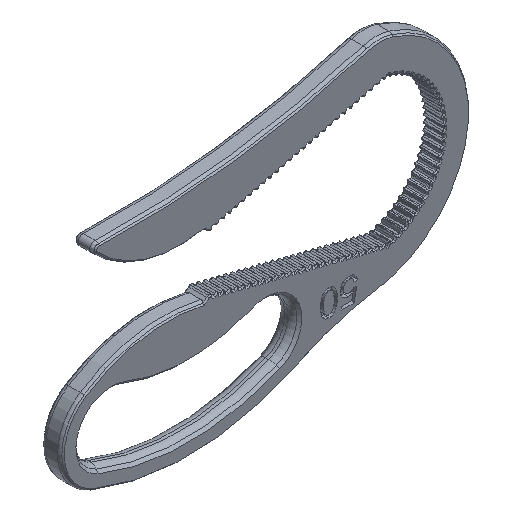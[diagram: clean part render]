
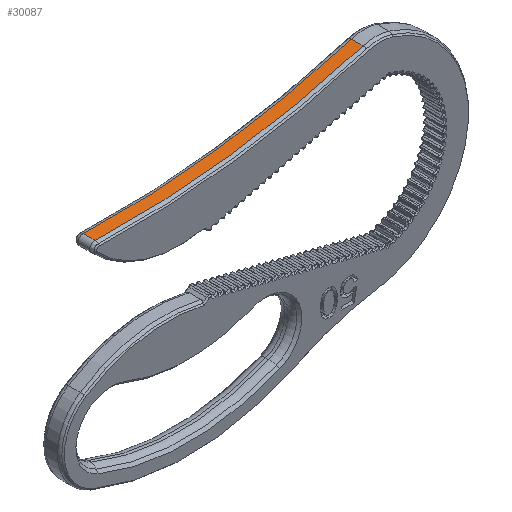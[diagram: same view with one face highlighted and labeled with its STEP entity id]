
A CAD part, isometric view. The second image highlights one B-rep face of the part: STEP entity #30087.
In plain terms, the highlighted cylindrical face has radius 321.215 mm (diameter 642.431 mm), a partial arc.
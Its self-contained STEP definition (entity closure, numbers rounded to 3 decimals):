
#1511=CYLINDRICAL_SURFACE('',#33379,321.215);
#3189=CIRCLE('',#33351,321.215);
#3207=CIRCLE('',#33380,321.215);
#5333=FACE_OUTER_BOUND('',#7167,.T.);
#7167=EDGE_LOOP('',(#27923,#27924,#27925,#27926));
#8781=LINE('',#59571,#10379);
#8782=LINE('',#59575,#10380);
#10379=VECTOR('',#41485,10.);
#10380=VECTOR('',#41490,10.);
#14270=VERTEX_POINT('',#59522);
#14272=VERTEX_POINT('',#59528);
#14283=VERTEX_POINT('',#59570);
#14284=VERTEX_POINT('',#59574);
#18825=EDGE_CURVE('',#14270,#14272,#3189,.T.);
#18846=EDGE_CURVE('',#14283,#14272,#8781,.T.);
#18848=EDGE_CURVE('',#14284,#14270,#8782,.T.);
#18849=EDGE_CURVE('',#14283,#14284,#3207,.T.);
#27923=ORIENTED_EDGE('',*,*,#18825,.F.);
#27924=ORIENTED_EDGE('',*,*,#18848,.F.);
#27925=ORIENTED_EDGE('',*,*,#18849,.F.);
#27926=ORIENTED_EDGE('',*,*,#18846,.T.);
#30087=ADVANCED_FACE('',(#5333),#1511,.F.);
#33351=AXIS2_PLACEMENT_3D('',#59529,#41427,#41428);
#33379=AXIS2_PLACEMENT_3D('',#59573,#41488,#41489);
#33380=AXIS2_PLACEMENT_3D('',#59576,#41491,#41492);
#41427=DIRECTION('center_axis',(0.,-1.,0.));
#41428=DIRECTION('ref_axis',(0.128,0.,-0.992));
#41485=DIRECTION('',(0.,1.,0.));
#41488=DIRECTION('center_axis',(0.,1.,0.));
#41489=DIRECTION('ref_axis',(0.288,0.,-0.958));
#41490=DIRECTION('',(0.,1.,0.));
#41491=DIRECTION('center_axis',(0.,1.,0.));
#41492=DIRECTION('ref_axis',(0.128,0.,-0.992));
#59522=CARTESIAN_POINT('',(-34.833,6.293,27.579));
#59528=CARTESIAN_POINT('',(69.638,6.293,41.01));
#59529=CARTESIAN_POINT('Origin',(-23.003,6.293,348.577));
#59570=CARTESIAN_POINT('',(69.638,1.707,41.01));
#59571=CARTESIAN_POINT('',(69.638,0.,41.01));
#59573=CARTESIAN_POINT('Origin',(-23.003,0.,348.577));
#59574=CARTESIAN_POINT('',(-34.833,1.707,27.579));
#59575=CARTESIAN_POINT('',(-34.833,0.,27.579));
#59576=CARTESIAN_POINT('Origin',(-23.003,1.707,348.577));
